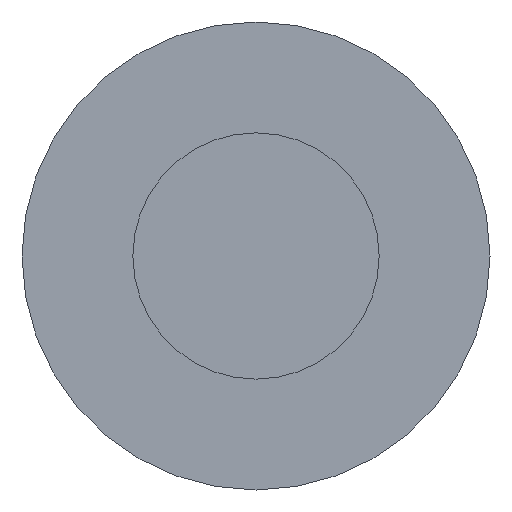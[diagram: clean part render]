
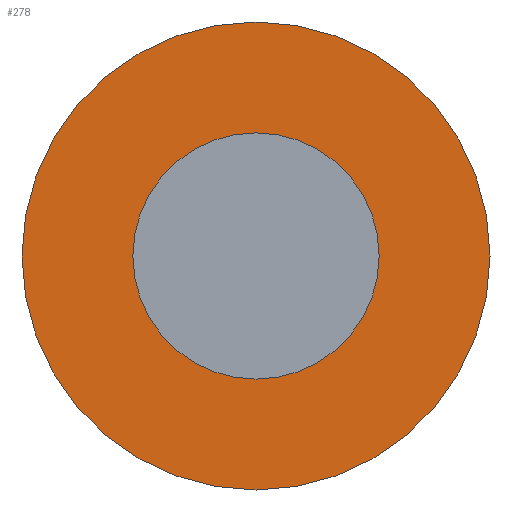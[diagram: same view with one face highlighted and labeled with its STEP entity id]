
A CAD part, front view. The second image highlights one B-rep face of the part: STEP entity #278.
In plain terms, the highlighted planar face has unit normal (0, -1, 0).
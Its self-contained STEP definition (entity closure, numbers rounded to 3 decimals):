
#57 = DIRECTION ( 'NONE',  ( 0., 0., -1. ) ) ;
#64 = PLANE ( 'NONE',  #232 ) ;
#65 = CARTESIAN_POINT ( 'NONE',  ( 0., 0., 0. ) ) ;
#68 = DIRECTION ( 'NONE',  ( 0., -1., 0. ) ) ;
#86 = DIRECTION ( 'NONE',  ( 0., 0., -1. ) ) ;
#87 = DIRECTION ( 'NONE',  ( 0., -1., 0. ) ) ;
#88 = CARTESIAN_POINT ( 'NONE',  ( 0., 0., 0. ) ) ;
#129 = AXIS2_PLACEMENT_3D ( 'NONE', #88, #87, #86 ) ;
#222 = CIRCLE ( 'NONE', #129, 1.5 ) ;
#228 = EDGE_LOOP ( 'NONE', ( #256 ) ) ;
#232 = AXIS2_PLACEMENT_3D ( 'NONE', #65, #68, #57 ) ;
#256 = ORIENTED_EDGE ( 'NONE', *, *, #260, .F. ) ;
#260 = EDGE_CURVE ( 'NONE', #273, #273, #222, .T. ) ;
#271 = AXIS2_PLACEMENT_3D ( 'NONE', #382, #363, #355 ) ;
#273 = VERTEX_POINT ( 'NONE', #344 ) ;
#278 = ADVANCED_FACE ( 'NONE', ( #354, #414 ), #64, .T. ) ;
#298 = EDGE_CURVE ( 'NONE', #368, #368, #385, .T. ) ;
#312 = ORIENTED_EDGE ( 'NONE', *, *, #298, .T. ) ;
#325 = CARTESIAN_POINT ( 'NONE',  ( 0., 0., -2.85 ) ) ;
#344 = CARTESIAN_POINT ( 'NONE',  ( 0., 0., -1.5 ) ) ;
#354 = FACE_BOUND ( 'NONE', #228, .T. ) ;
#355 = DIRECTION ( 'NONE',  ( 0., 0., -1. ) ) ;
#363 = DIRECTION ( 'NONE',  ( 0., -1., 0. ) ) ;
#368 = VERTEX_POINT ( 'NONE', #325 ) ;
#371 = EDGE_LOOP ( 'NONE', ( #312 ) ) ;
#382 = CARTESIAN_POINT ( 'NONE',  ( 0., 0., 0. ) ) ;
#385 = CIRCLE ( 'NONE', #271, 2.85 ) ;
#414 = FACE_OUTER_BOUND ( 'NONE', #371, .T. ) ;
